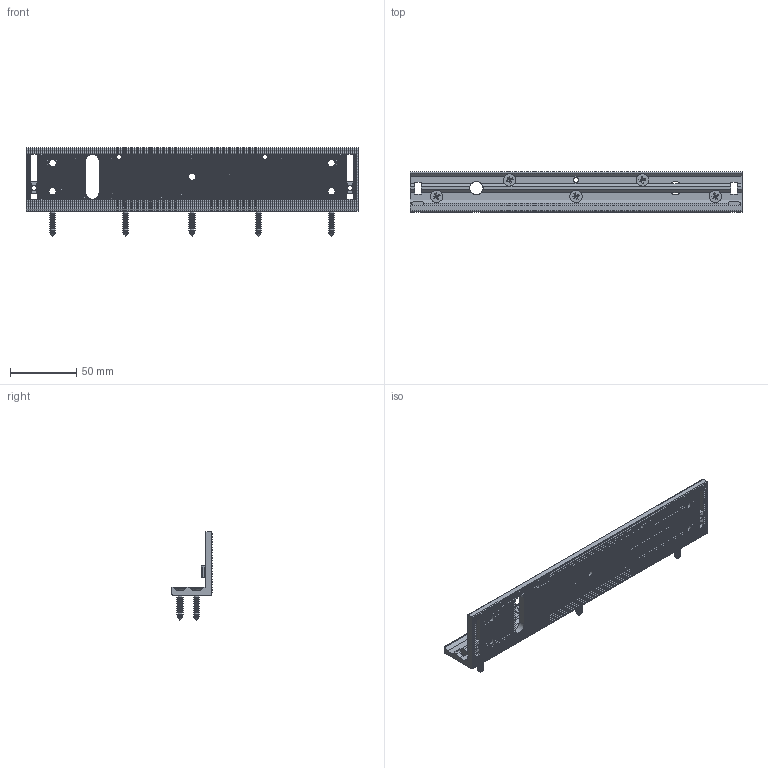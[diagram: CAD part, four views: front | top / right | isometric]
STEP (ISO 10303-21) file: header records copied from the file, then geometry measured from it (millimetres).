
FILE_DESCRIPTION (( 'STEP AP214' ), '1' );
FILE_NAME ('EF300L.step', '2021-07-29T14:12:50', ( '' ), ( '' ), 'SwSTEP 2.0', 'SolidWorks 2020', '' );
FILE_SCHEMA (( 'AUTOMOTIVE_DESIGN' ));
Length unit declared in the file: millimetre
Products named in the file (9): T-NUTS MODIFIES-1; Tapping screw DIN 7982-ST4.8x25-C-H-S-2; Tapping screw DIN 7982-ST4.8x25-C-H-S-4; Tapping screw DIN 7982-ST4.8x25-C-H-S-3; T-NUTS MODIFIES-2; Tapping screw DIN 7982-ST4.8x25-C-H-S-5; EF300L; EF300-L COMMUN EF300 R3-1; Tapping screw DIN 7982-ST4.8x25-C-H-S-1
Assembly tree (8 placements, depth 2):
  EF300L
    EF300-L COMMUN EF300 R3-1
    T-NUTS MODIFIES-1
    T-NUTS MODIFIES-2
    Tapping screw DIN 7982-ST4.8x25-C-H-S-1
    Tapping screw DIN 7982-ST4.8x25-C-H-S-4
    Tapping screw DIN 7982-ST4.8x25-C-H-S-5
    Tapping screw DIN 7982-ST4.8x25-C-H-S-2
    Tapping screw DIN 7982-ST4.8x25-C-H-S-3
Bounding box: 250 x 30.19 x 67 mm (x, y, z)
Volume: 84186.8 mm3; surface area: 45067.2 mm2
Topology: 8 solids, 8 shells, 1030 faces, 2653 edges, 1613 vertices
Faces by surface type: cylinder 390, plane 322, cone 298, bspline 20
Entity records: 31851 total; most frequent: CARTESIAN_POINT 6514, ORIENTED_EDGE 5286, DIRECTION 5267, EDGE_CURVE 2643, AXIS2_PLACEMENT_3D 1864, VERTEX_POINT 1613, VECTOR 1539, LINE 1539
